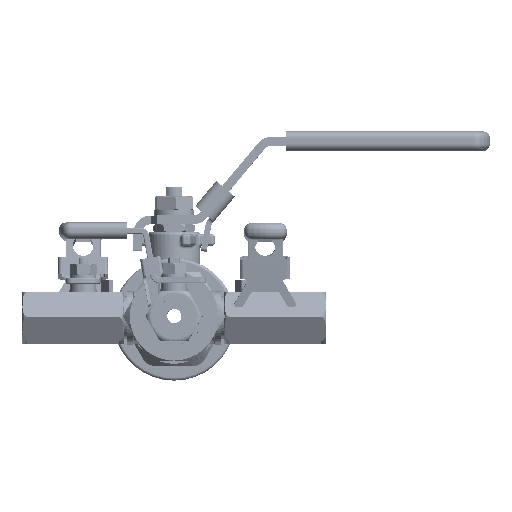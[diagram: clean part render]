
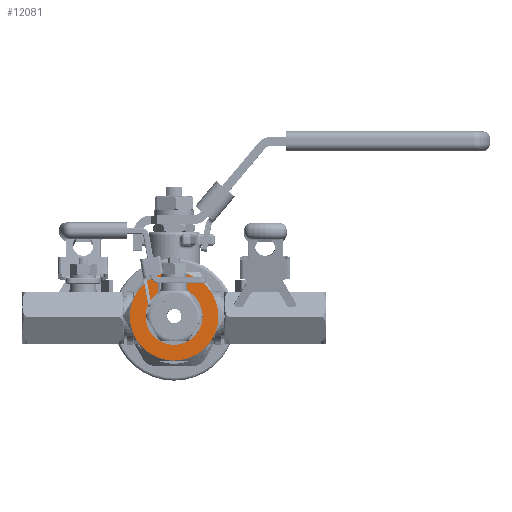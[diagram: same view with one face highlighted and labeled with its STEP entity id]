
A CAD part, top view. The second image highlights one B-rep face of the part: STEP entity #12081.
In plain terms, the highlighted planar face has unit normal (0, 0, 1).
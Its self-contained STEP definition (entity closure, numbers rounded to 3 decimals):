
#588 = VERTEX_POINT ( 'NONE', #70943 ) ;
#1002 = VERTEX_POINT ( 'NONE', #83412 ) ;
#1058 = DIRECTION ( 'NONE',  ( 0., 0., 1. ) ) ;
#2328 = AXIS2_PLACEMENT_3D ( 'NONE', #57492, #57912, #45588 ) ;
#3868 = AXIS2_PLACEMENT_3D ( 'NONE', #54578, #9558, #52912 ) ;
#9149 = CARTESIAN_POINT ( 'NONE',  ( 0., 0., 23.5 ) ) ;
#9558 = DIRECTION ( 'NONE',  ( 0., 0., 1. ) ) ;
#9967 = CIRCLE ( 'NONE', #12708, 15.2 ) ;
#10263 = AXIS2_PLACEMENT_3D ( 'NONE', #32091, #18094, #37618 ) ;
#10866 = CIRCLE ( 'NONE', #58206, 15.2 ) ;
#10900 = AXIS2_PLACEMENT_3D ( 'NONE', #13737, #44749, #83851 ) ;
#10981 = DIRECTION ( 'NONE',  ( 0., 0., 1. ) ) ;
#12081 = ADVANCED_FACE ( 'NONE', ( #78308, #65164 ), #20114, .T. ) ;
#12484 = CARTESIAN_POINT ( 'NONE',  ( 13.164, 7.6, 23.5 ) ) ;
#12708 = AXIS2_PLACEMENT_3D ( 'NONE', #36355, #71057, #57870 ) ;
#13737 = CARTESIAN_POINT ( 'NONE',  ( 0., 0., 23.5 ) ) ;
#16337 = CARTESIAN_POINT ( 'NONE',  ( -15.2, 0., 23.5 ) ) ;
#18094 = DIRECTION ( 'NONE',  ( 0., 0., 1. ) ) ;
#19040 = DIRECTION ( 'NONE',  ( 1., 0., 0. ) ) ;
#20114 = PLANE ( 'NONE',  #10900 ) ;
#20998 = ORIENTED_EDGE ( 'NONE', *, *, #28597, .T. ) ;
#21831 = DIRECTION ( 'NONE',  ( 1., 0., 0. ) ) ;
#23175 = CARTESIAN_POINT ( 'NONE',  ( 0., -15.2, 23.5 ) ) ;
#23857 = CIRCLE ( 'NONE', #10263, 15.2 ) ;
#25191 = ORIENTED_EDGE ( 'NONE', *, *, #35393, .T. ) ;
#26152 = EDGE_LOOP ( 'NONE', ( #20998, #51102, #28779, #51202, #81475, #56443, #25191 ) ) ;
#27293 = VERTEX_POINT ( 'NONE', #84042 ) ;
#28597 = EDGE_CURVE ( 'NONE', #27293, #46817, #47142, .T. ) ;
#28779 = ORIENTED_EDGE ( 'NONE', *, *, #80667, .F. ) ;
#30384 = EDGE_CURVE ( 'NONE', #50993, #588, #78584, .T. ) ;
#31782 = DIRECTION ( 'NONE',  ( 0., 0., 1. ) ) ;
#32091 = CARTESIAN_POINT ( 'NONE',  ( 0., 0., 23.5 ) ) ;
#32187 = ORIENTED_EDGE ( 'NONE', *, *, #62578, .F. ) ;
#32433 = CARTESIAN_POINT ( 'NONE',  ( 9.8, 0., 23.5 ) ) ;
#32681 = CARTESIAN_POINT ( 'NONE',  ( -13.164, -7.6, 23.5 ) ) ;
#33851 = DIRECTION ( 'NONE',  ( 1., 0., 0. ) ) ;
#34147 = DIRECTION ( 'NONE',  ( 0., 0., 1. ) ) ;
#35393 = EDGE_CURVE ( 'NONE', #67924, #27293, #81376, .T. ) ;
#35476 = AXIS2_PLACEMENT_3D ( 'NONE', #41252, #65941, #65531 ) ;
#35991 = VERTEX_POINT ( 'NONE', #50777 ) ;
#36061 = CARTESIAN_POINT ( 'NONE',  ( 0., 0., 23.5 ) ) ;
#36355 = CARTESIAN_POINT ( 'NONE',  ( 0., 0., 23.5 ) ) ;
#37618 = DIRECTION ( 'NONE',  ( 1., 0., 0. ) ) ;
#41252 = CARTESIAN_POINT ( 'NONE',  ( 0., 0., 23.5 ) ) ;
#44749 = DIRECTION ( 'NONE',  ( 0., 0., 1. ) ) ;
#45588 = DIRECTION ( 'NONE',  ( 1., 0., 0. ) ) ;
#46088 = VERTEX_POINT ( 'NONE', #16337 ) ;
#46817 = VERTEX_POINT ( 'NONE', #12484 ) ;
#47142 = CIRCLE ( 'NONE', #2328, 15.2 ) ;
#50777 = CARTESIAN_POINT ( 'NONE',  ( 0., 15.2, 23.5 ) ) ;
#50993 = VERTEX_POINT ( 'NONE', #32433 ) ;
#51102 = ORIENTED_EDGE ( 'NONE', *, *, #56147, .T. ) ;
#51202 = ORIENTED_EDGE ( 'NONE', *, *, #75511, .T. ) ;
#52912 = DIRECTION ( 'NONE',  ( 1., 0., 0. ) ) ;
#52950 = ORIENTED_EDGE ( 'NONE', *, *, #30384, .F. ) ;
#54578 = CARTESIAN_POINT ( 'NONE',  ( 0., 0., 23.5 ) ) ;
#56147 = EDGE_CURVE ( 'NONE', #46817, #35991, #23857, .T. ) ;
#56440 = EDGE_CURVE ( 'NONE', #46088, #61903, #76754, .T. ) ;
#56443 = ORIENTED_EDGE ( 'NONE', *, *, #63260, .T. ) ;
#57492 = CARTESIAN_POINT ( 'NONE',  ( 0., 0., 23.5 ) ) ;
#57870 = DIRECTION ( 'NONE',  ( -1., 0., 0. ) ) ;
#57912 = DIRECTION ( 'NONE',  ( 0., 0., 1. ) ) ;
#58206 = AXIS2_PLACEMENT_3D ( 'NONE', #9149, #1058, #33851 ) ;
#61903 = VERTEX_POINT ( 'NONE', #32681 ) ;
#62578 = EDGE_CURVE ( 'NONE', #588, #50993, #74550, .T. ) ;
#63247 = DIRECTION ( 'NONE',  ( 1., 0., 0. ) ) ;
#63260 = EDGE_CURVE ( 'NONE', #61903, #67924, #10866, .T. ) ;
#63653 = CARTESIAN_POINT ( 'NONE',  ( 0., 0., 23.5 ) ) ;
#63766 = AXIS2_PLACEMENT_3D ( 'NONE', #78762, #34147, #21831 ) ;
#65164 = FACE_OUTER_BOUND ( 'NONE', #26152, .T. ) ;
#65531 = DIRECTION ( 'NONE',  ( 1., 0., 0. ) ) ;
#65941 = DIRECTION ( 'NONE',  ( 0., 0., 1. ) ) ;
#67924 = VERTEX_POINT ( 'NONE', #23175 ) ;
#69142 = AXIS2_PLACEMENT_3D ( 'NONE', #36061, #10981, #63247 ) ;
#69381 = CIRCLE ( 'NONE', #35476, 15.2 ) ;
#70943 = CARTESIAN_POINT ( 'NONE',  ( -9.8, 0., 23.5 ) ) ;
#71057 = DIRECTION ( 'NONE',  ( 0., 0., -1. ) ) ;
#74550 = CIRCLE ( 'NONE', #63766, 9.8 ) ;
#75001 = EDGE_LOOP ( 'NONE', ( #32187, #52950 ) ) ;
#75511 = EDGE_CURVE ( 'NONE', #1002, #46088, #69381, .T. ) ;
#76754 = CIRCLE ( 'NONE', #80812, 15.2 ) ;
#78308 = FACE_BOUND ( 'NONE', #75001, .T. ) ;
#78584 = CIRCLE ( 'NONE', #3868, 9.8 ) ;
#78762 = CARTESIAN_POINT ( 'NONE',  ( 0., 0., 23.5 ) ) ;
#80667 = EDGE_CURVE ( 'NONE', #1002, #35991, #9967, .T. ) ;
#80812 = AXIS2_PLACEMENT_3D ( 'NONE', #63653, #31782, #19040 ) ;
#81376 = CIRCLE ( 'NONE', #69142, 15.2 ) ;
#81475 = ORIENTED_EDGE ( 'NONE', *, *, #56440, .T. ) ;
#83412 = CARTESIAN_POINT ( 'NONE',  ( -13.164, 7.6, 23.5 ) ) ;
#83851 = DIRECTION ( 'NONE',  ( 1., 0., 0. ) ) ;
#84042 = CARTESIAN_POINT ( 'NONE',  ( 13.164, -7.6, 23.5 ) ) ;
